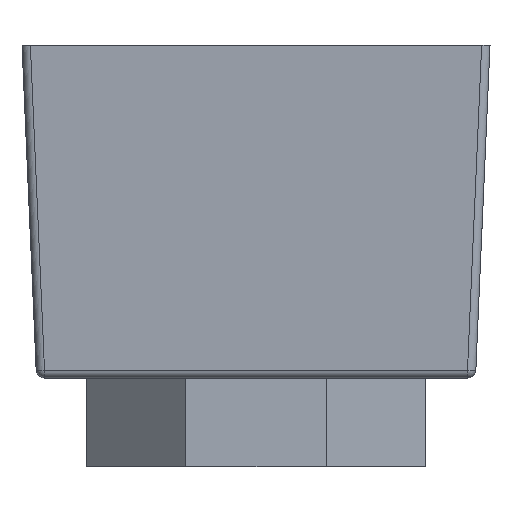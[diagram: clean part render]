
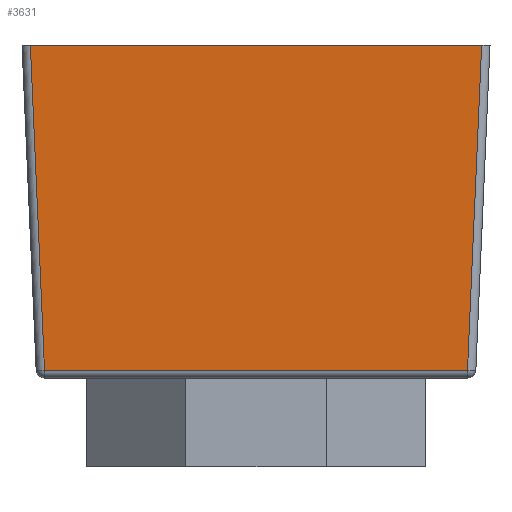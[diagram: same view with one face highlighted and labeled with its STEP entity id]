
A CAD part, left-side view. The second image highlights one B-rep face of the part: STEP entity #3631.
In plain terms, the highlighted planar face has unit normal (-0.999, 0, -0.044).
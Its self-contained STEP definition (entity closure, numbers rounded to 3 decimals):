
#292=CARTESIAN_POINT('',(-33.5,-13.5,0.));
#298=DIRECTION('',(0.,1.,0.));
#299=VECTOR('',#298,27.001);
#300=CARTESIAN_POINT('',(-33.5,-13.5,0.));
#301=LINE('',#300,#299);
#306=CARTESIAN_POINT('',(-33.5,13.5,0.));
#1196=DIRECTION('',(-0.044,0.044,0.998));
#1197=VECTOR('',#1196,19.459);
#1198=CARTESIAN_POINT('',(-32.652,12.653,
-19.422));
#1199=LINE('',#1198,#1197);
#1200=DIRECTION('',(0.044,0.044,-0.998));
#1201=VECTOR('',#1200,19.459);
#1202=CARTESIAN_POINT('',(-33.5,-13.5,0.));
#1203=LINE('',#1202,#1201);
#1204=DIRECTION('',(0.,-1.,0.));
#1205=VECTOR('',#1204,25.305);
#1206=CARTESIAN_POINT('',(-32.652,12.653,
-19.422));
#1207=LINE('',#1206,#1205);
#1612=VERTEX_POINT('',#306);
#1613=CARTESIAN_POINT('',(-32.652,12.653,
-19.422));
#1614=VERTEX_POINT('',#1613);
#1615=CARTESIAN_POINT('',(-32.652,-12.653,
-19.422));
#1616=VERTEX_POINT('',#1615);
#1619=VERTEX_POINT('',#292);
#3619=CARTESIAN_POINT('',(-33.5,-14.922,0.));
#3620=DIRECTION('',(-0.999,0.,-0.044));
#3621=DIRECTION('',(0.,-1.,0.));
#3622=AXIS2_PLACEMENT_3D('',#3619,#3620,#3621);
#3623=PLANE('',#3622);
#3625=ORIENTED_EDGE('',*,*,#3624,.T.);
#3626=ORIENTED_EDGE('',*,*,#2278,.F.);
#3627=ORIENTED_EDGE('',*,*,#3563,.T.);
#3628=ORIENTED_EDGE('',*,*,#3610,.F.);
#3629=EDGE_LOOP('',(#3625,#3626,#3627,#3628));
#3630=FACE_OUTER_BOUND('',#3629,.F.);
#3631=ADVANCED_FACE('',(#3630),#3623,.T.);
#2278=EDGE_CURVE('',#1619,#1612,#301,.T.);
#3563=EDGE_CURVE('',#1619,#1616,#1203,.T.);
#3610=EDGE_CURVE('',#1614,#1616,#1207,.T.);
#3624=EDGE_CURVE('',#1614,#1612,#1199,.T.);
